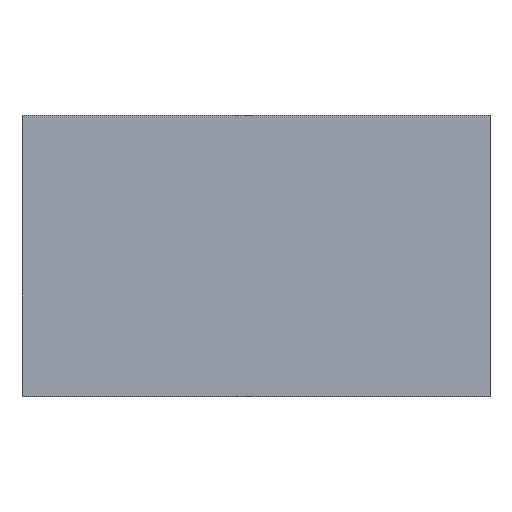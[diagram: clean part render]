
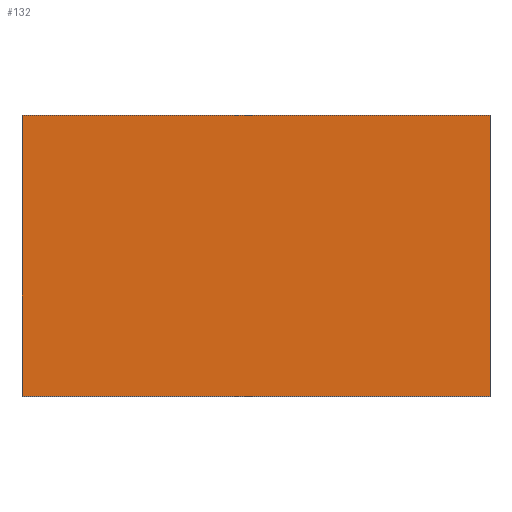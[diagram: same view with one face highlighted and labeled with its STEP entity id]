
A CAD part, top view. The second image highlights one B-rep face of the part: STEP entity #132.
In plain terms, the highlighted planar face has unit normal (0, 0, 1).
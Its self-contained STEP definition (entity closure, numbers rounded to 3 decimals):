
#16=DIRECTION('',(0.,-1.,0.));
#17=VECTOR('',#16,1.2);
#18=CARTESIAN_POINT('',(-1.,0.6,0.));
#19=LINE('',#18,#17);
#24=DIRECTION('',(-1.,0.,0.));
#25=VECTOR('',#24,2.);
#26=CARTESIAN_POINT('',(1.,0.6,0.));
#27=LINE('',#26,#25);
#31=DIRECTION('',(0.,1.,0.));
#32=VECTOR('',#31,1.2);
#33=CARTESIAN_POINT('',(1.,-0.6,0.));
#34=LINE('',#33,#32);
#38=DIRECTION('',(1.,0.,0.));
#39=VECTOR('',#38,2.);
#40=CARTESIAN_POINT('',(-1.,-0.6,0.));
#41=LINE('',#40,#39);
#101=CARTESIAN_POINT('',(-1.,0.6,0.));
#102=CARTESIAN_POINT('',(-1.,-0.6,0.));
#103=VERTEX_POINT('',#101);
#104=VERTEX_POINT('',#102);
#105=CARTESIAN_POINT('',(1.,-0.6,0.));
#106=VERTEX_POINT('',#105);
#107=CARTESIAN_POINT('',(1.,0.6,0.));
#108=VERTEX_POINT('',#107);
#117=CARTESIAN_POINT('',(0.,0.,0.));
#118=DIRECTION('',(0.,0.,1.));
#119=DIRECTION('',(1.,0.,0.));
#120=AXIS2_PLACEMENT_3D('',#117,#118,#119);
#121=PLANE('',#120);
#123=ORIENTED_EDGE('',*,*,#122,.F.);
#125=ORIENTED_EDGE('',*,*,#124,.F.);
#127=ORIENTED_EDGE('',*,*,#126,.F.);
#129=ORIENTED_EDGE('',*,*,#128,.F.);
#130=EDGE_LOOP('',(#123,#125,#127,#129));
#131=FACE_OUTER_BOUND('',#130,.F.);
#132=ADVANCED_FACE('',(#131),#121,.T.);
#122=EDGE_CURVE('',#103,#104,#19,.T.);
#124=EDGE_CURVE('',#108,#103,#27,.T.);
#126=EDGE_CURVE('',#106,#108,#34,.T.);
#128=EDGE_CURVE('',#104,#106,#41,.T.);
